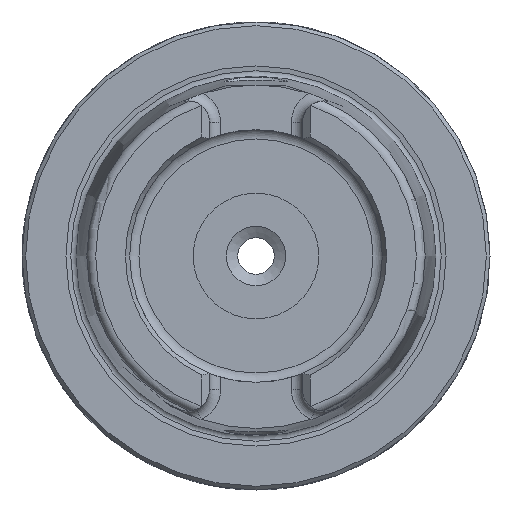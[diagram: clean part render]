
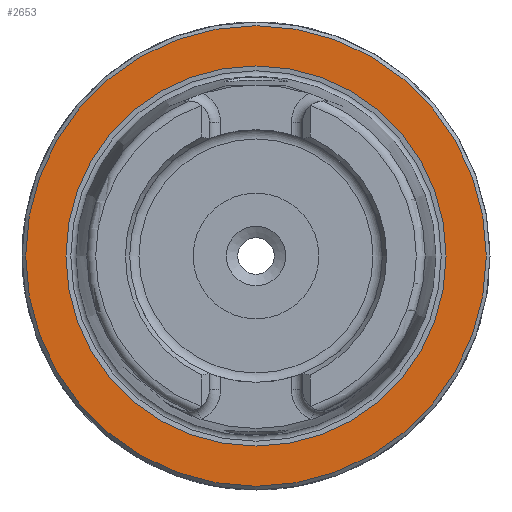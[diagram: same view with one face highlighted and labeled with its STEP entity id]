
A CAD part, left-side view. The second image highlights one B-rep face of the part: STEP entity #2653.
In plain terms, the highlighted planar face has unit normal (-1, 0, 0).
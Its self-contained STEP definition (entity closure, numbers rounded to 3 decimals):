
#107=FACE_BOUND('',#480,.T.);
#148=PLANE('',#3029);
#334=FACE_OUTER_BOUND('',#479,.T.);
#479=EDGE_LOOP('',(#2456,#2457));
#480=EDGE_LOOP('',(#2458,#2459));
#935=CIRCLE('',#3027,25.588);
#936=CIRCLE('',#3028,25.588);
#937=CIRCLE('',#3030,31.);
#938=CIRCLE('',#3031,31.);
#1231=VERTEX_POINT('',#5532);
#1232=VERTEX_POINT('',#5534);
#1233=VERTEX_POINT('',#5538);
#1234=VERTEX_POINT('',#5539);
#1644=EDGE_CURVE('',#1232,#1231,#935,.T.);
#1645=EDGE_CURVE('',#1231,#1232,#936,.T.);
#1646=EDGE_CURVE('',#1233,#1234,#937,.T.);
#1647=EDGE_CURVE('',#1234,#1233,#938,.T.);
#2456=ORIENTED_EDGE('',*,*,#1646,.F.);
#2457=ORIENTED_EDGE('',*,*,#1647,.F.);
#2458=ORIENTED_EDGE('',*,*,#1644,.T.);
#2459=ORIENTED_EDGE('',*,*,#1645,.T.);
#2653=ADVANCED_FACE('',(#334,#107),#148,.T.);
#3027=AXIS2_PLACEMENT_3D('',#5535,#3854,#3855);
#3028=AXIS2_PLACEMENT_3D('',#5536,#3856,#3857);
#3029=AXIS2_PLACEMENT_3D('',#5537,#3858,#3859);
#3030=AXIS2_PLACEMENT_3D('',#5540,#3860,#3861);
#3031=AXIS2_PLACEMENT_3D('',#5541,#3862,#3863);
#3854=DIRECTION('center_axis',(1.,0.,0.));
#3855=DIRECTION('ref_axis',(0.,0.,-1.));
#3856=DIRECTION('center_axis',(1.,0.,0.));
#3857=DIRECTION('ref_axis',(0.,0.,-1.));
#3858=DIRECTION('center_axis',(-1.,0.,0.));
#3859=DIRECTION('ref_axis',(0.,0.,1.));
#3860=DIRECTION('center_axis',(1.,0.,0.));
#3861=DIRECTION('ref_axis',(0.,0.,-1.));
#3862=DIRECTION('center_axis',(1.,0.,0.));
#3863=DIRECTION('ref_axis',(0.,0.,-1.));
#5532=CARTESIAN_POINT('',(0.,-25.588,0.));
#5534=CARTESIAN_POINT('',(0.,25.588,0.));
#5535=CARTESIAN_POINT('Origin',(0.,0.,0.));
#5536=CARTESIAN_POINT('Origin',(0.,0.,0.));
#5537=CARTESIAN_POINT('Origin',(0.,31.,0.));
#5538=CARTESIAN_POINT('',(0.,31.,0.));
#5539=CARTESIAN_POINT('',(0.,-31.,0.));
#5540=CARTESIAN_POINT('Origin',(0.,0.,0.));
#5541=CARTESIAN_POINT('Origin',(0.,0.,0.));
